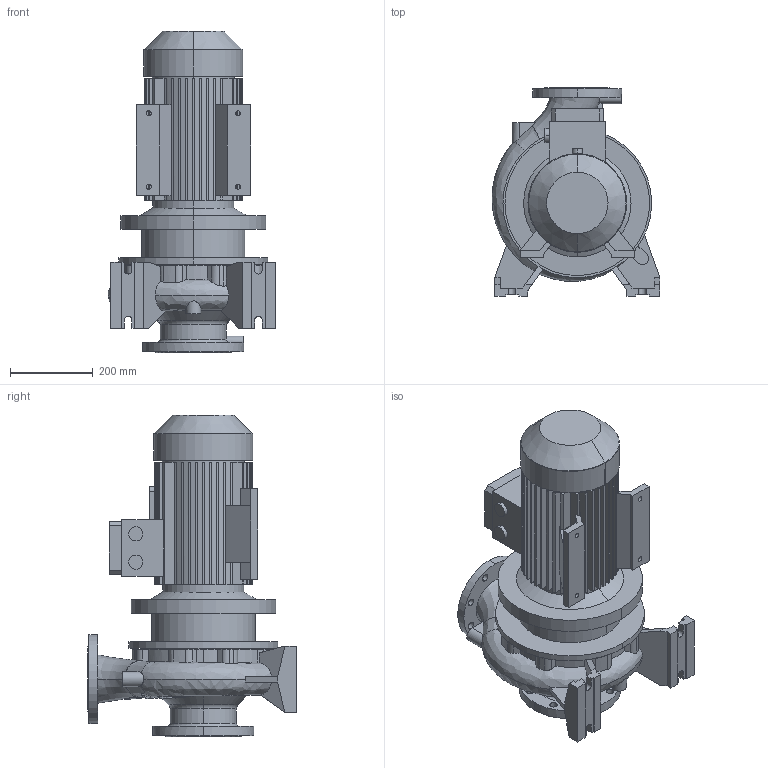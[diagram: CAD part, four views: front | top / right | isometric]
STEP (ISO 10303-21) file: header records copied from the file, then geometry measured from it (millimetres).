
FILE_DESCRIPTION (( 'STEP AP214' ), '1' );
FILE_NAME ('1ﾊﾌﾌ 125-100-250_132M4.STEP', '2019-03-05T05:59:46', ( '' ), ( '' ), 'SwSTEP 2.0', 'SolidWorks 2016', '' );
FILE_SCHEMA (( 'AUTOMOTIVE_DESIGN' ));
Length unit declared in the file: millimetre
Products named in the file (1): 1ﾊﾌﾌ 125-100-250_132M4
Bounding box: 406.35 x 505 x 779 mm (x, y, z)
Volume: 43183693.9 mm3; surface area: 1896938.1 mm2
Topology: 1 solids, 2 shells, 596 faces, 1710 edges, 1131 vertices
Faces by surface type: plane 346, cylinder 207, bspline 26, cone 14, torus 3
Entity records: 116079 total; most frequent: CARTESIAN_POINT 100551, ORIENTED_EDGE 3412, DIRECTION 3021, EDGE_CURVE 1706, VERTEX_POINT 1131, AXIS2_PLACEMENT_3D 1028, LINE 965, VECTOR 965
